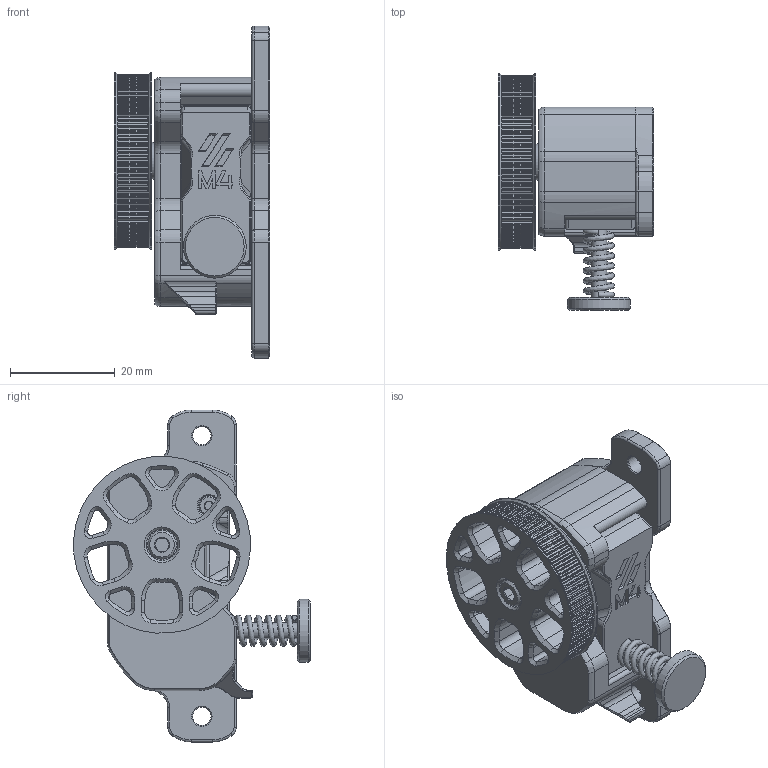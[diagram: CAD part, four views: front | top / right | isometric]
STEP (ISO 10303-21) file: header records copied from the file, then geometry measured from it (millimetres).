
FILE_DESCRIPTION(/* description */ (''),/* implementation_level */ '2;1');
FILE_NAME(/* name */ 'M4nament.step',/* time_stamp */ '2023-11-22T20:32:52-07:00',/* author */ (''),/* organization */ (''),/* preprocessor_version */ 'ST-DEVELOPER v20',/* originating_system */ 'Autodesk Translation Framework v12.14.0.127',/* authorisation */ '');
FILE_SCHEMA (('CONFIG_CONTROL_DESIGN','AP203_CONFIGURATION_CONTROLLED_3D_DESIGN_OF_MECHANICAL_PARTS_AND_ASSEMBLIES_MIM_LF { 1 0 10303 203 3 1 4 }','AUTOMOTIVE_DESIGN { 1 0 10303 214 3 1 1 }','FEATURE_BASED_PROCESS_PLANNING','INTEGRATED_CNC_SCHEMA','MODEL_BASED_INTEGRATED_MANUFACTURING_SCHEMA'));
Length unit declared in the file: millimetre
Products named in the file (14): M4nament; False_Guidler; Printed_80T_Gear; 80T Gear v1; Main_Body; End_Plate; Center_Body; Hardware; M2x8 SHCS; M3x8 SHCS; M3 Shim Washer; Generic Thumscrew Assembly; M3 Thumb Screw; Tension Spring
Assembly tree (17 placements, depth 4):
  M4nament
    False_Guidler
    Printed_80T_Gear
      80T Gear v1
    Main_Body
      End_Plate
      Center_Body
    Hardware
      M2x8 SHCS  x5
      M3x8 SHCS
      M3 Shim Washer
      Generic Thumscrew Assembly
        M3 Thumb Screw
        Tension Spring
Bounding box: 29.7 x 45.22 x 63.45 mm (x, y, z)
Volume: 25523.1 mm3; surface area: 14417.3 mm2
Topology: 14 solids, 14 shells, 1705 faces, 4202 edges, 2545 vertices
Faces by surface type: plane 1035, cylinder 359, cone 162, torus 94, bspline 55
Full cylindrical faces by diameter (mm): 1.9 x5, 2 x5, 2.1 x4, 2.9 x2, 3 x2, 3.2 x1, 3.5 x4, 3.8 x5, 4 x5, 5.5 x1, 6 x1, 7 x1, 12 x1, 33.828 x2
Entity records: 50872 total; most frequent: CARTESIAN_POINT 11414, DIRECTION 8269, ORIENTED_EDGE 8112, EDGE_CURVE 4056, LINE 2803, VECTOR 2803, AXIS2_PLACEMENT_3D 2733, VERTEX_POINT 2469
